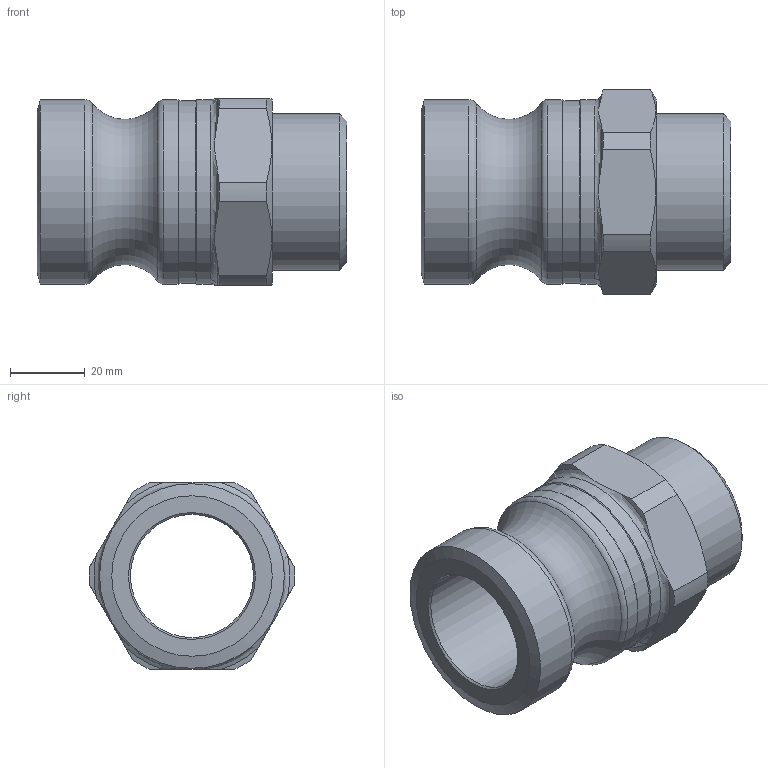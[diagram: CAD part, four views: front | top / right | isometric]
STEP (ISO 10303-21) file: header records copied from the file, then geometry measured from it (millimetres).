
FILE_DESCRIPTION(/* description */ ('AUSSENGEWINDESTECKER G 1.1/4"'),/* implementation_level */ '2;1');
FILE_NAME(/* name */ 'vag_54_35_n.stp',/* time_stamp */ '2020-04-21T06:55:00+02:00',/* author */ ('ertl'),/* organization */ (''),/* preprocessor_version */ 'ST-DEVELOPER v17',/* originating_system */ 'Autodesk Inventor 2018',/* authorisation */ '70571,45 mm^3');
FILE_SCHEMA (('AUTOMOTIVE_DESIGN { 1 0 10303 214 3 1 1 }'));
Length unit declared in the file: millimetre
Products named in the file (1): 20051008B0000074-00
Bounding box: 83 x 54.99 x 50 mm (x, y, z)
Volume: 70408.5 mm3; surface area: 23343.1 mm2
Topology: 1 solids, 1 shells, 37 faces, 109 edges, 75 vertices
Faces by surface type: cone 12, cylinder 12, plane 9, torus 4
Full cylindrical faces by diameter (mm): 33 x1, 41.91 x1, 49 x1, 49.5 x3
Entity records: 1394 total; most frequent: CARTESIAN_POINT 318, DIRECTION 220, ORIENTED_EDGE 218, EDGE_CURVE 109, AXIS2_PLACEMENT_3D 98, VERTEX_POINT 75, CIRCLE 60, EDGE_LOOP 40
